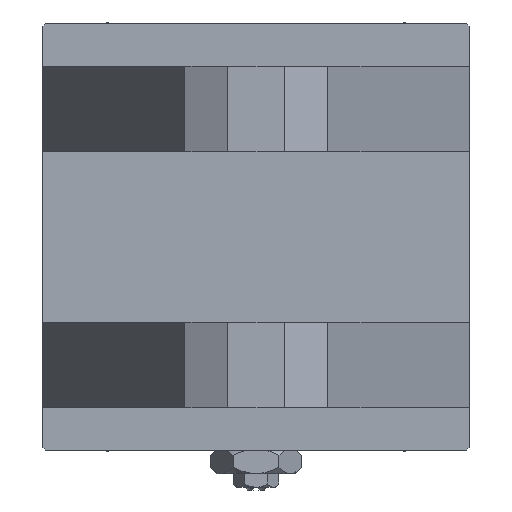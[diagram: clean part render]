
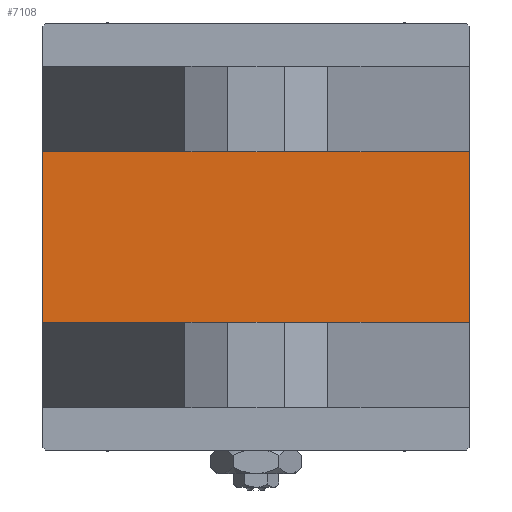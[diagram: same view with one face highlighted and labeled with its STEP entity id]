
A CAD part, left-side view. The second image highlights one B-rep face of the part: STEP entity #7108.
In plain terms, the highlighted planar face has unit normal (-1, 0, 0).
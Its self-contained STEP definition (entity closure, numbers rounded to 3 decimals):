
#3676 = DIRECTION ( 'NONE',  ( 0., -1., 0. ) ) ;
#3736 = LINE ( 'NONE', #47529, #28350 ) ;
#5765 = EDGE_CURVE ( 'NONE', #34938, #29122, #18380, .T. ) ;
#6093 = VECTOR ( 'NONE', #50962, 1000. ) ;
#7108 = ADVANCED_FACE ( 'NONE', ( #27509 ), #7695, .T. ) ;
#7695 = PLANE ( 'NONE',  #16927 ) ;
#9696 = CARTESIAN_POINT ( 'NONE',  ( 0., 15., -37.5 ) ) ;
#11843 = EDGE_CURVE ( 'NONE', #45429, #42022, #3736, .T. ) ;
#13859 = CARTESIAN_POINT ( 'NONE',  ( 0., 37.5, -37.5 ) ) ;
#13865 = EDGE_LOOP ( 'NONE', ( #30219, #46639, #34485, #32032 ) ) ;
#13962 = EDGE_CURVE ( 'NONE', #34938, #45429, #46967, .T. ) ;
#16927 = AXIS2_PLACEMENT_3D ( 'NONE', #19702, #31692, #47587 ) ;
#18380 = LINE ( 'NONE', #49919, #6093 ) ;
#19082 = CARTESIAN_POINT ( 'NONE',  ( 0., 37.5, 37.5 ) ) ;
#19702 = CARTESIAN_POINT ( 'NONE',  ( 0., 0., 0. ) ) ;
#26366 = LINE ( 'NONE', #13859, #33900 ) ;
#26888 = CARTESIAN_POINT ( 'NONE',  ( 0., 15., 37.5 ) ) ;
#27509 = FACE_OUTER_BOUND ( 'NONE', #13865, .T. ) ;
#28350 = VECTOR ( 'NONE', #43889, 1000. ) ;
#29122 = VERTEX_POINT ( 'NONE', #9696 ) ;
#29449 = CARTESIAN_POINT ( 'NONE',  ( 0., -15., 37.5 ) ) ;
#30219 = ORIENTED_EDGE ( 'NONE', *, *, #34841, .T. ) ;
#31692 = DIRECTION ( 'NONE',  ( -1., 0., 0. ) ) ;
#32032 = ORIENTED_EDGE ( 'NONE', *, *, #5765, .T. ) ;
#33900 = VECTOR ( 'NONE', #49582, 1000. ) ;
#34485 = ORIENTED_EDGE ( 'NONE', *, *, #13962, .F. ) ;
#34841 = EDGE_CURVE ( 'NONE', #29122, #42022, #26366, .T. ) ;
#34938 = VERTEX_POINT ( 'NONE', #26888 ) ;
#42022 = VERTEX_POINT ( 'NONE', #46098 ) ;
#43889 = DIRECTION ( 'NONE',  ( 0., 0., -1. ) ) ;
#45429 = VERTEX_POINT ( 'NONE', #29449 ) ;
#45944 = VECTOR ( 'NONE', #3676, 1000. ) ;
#46098 = CARTESIAN_POINT ( 'NONE',  ( 0., -15., -37.5 ) ) ;
#46639 = ORIENTED_EDGE ( 'NONE', *, *, #11843, .F. ) ;
#46967 = LINE ( 'NONE', #19082, #45944 ) ;
#47529 = CARTESIAN_POINT ( 'NONE',  ( 0., -15., 37.5 ) ) ;
#47587 = DIRECTION ( 'NONE',  ( 0., 0., 1. ) ) ;
#49582 = DIRECTION ( 'NONE',  ( 0., -1., 0. ) ) ;
#49919 = CARTESIAN_POINT ( 'NONE',  ( 0., 15., 37.5 ) ) ;
#50962 = DIRECTION ( 'NONE',  ( 0., 0., -1. ) ) ;
